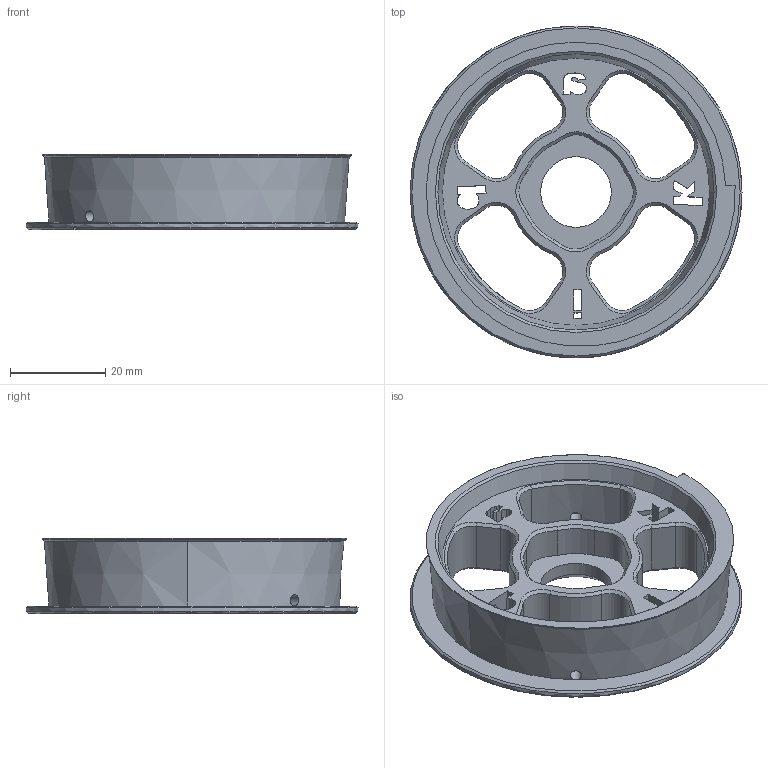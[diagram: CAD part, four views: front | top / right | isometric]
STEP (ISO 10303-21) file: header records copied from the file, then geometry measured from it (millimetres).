
FILE_DESCRIPTION(/* description */ (''),/* implementation_level */ '2;1');
FILE_NAME(/* name */ 'wheel-beta-r1.step',/* time_stamp */ '2023-09-14T13:59:50+02:00',/* author */ (''),/* organization */ (''),/* preprocessor_version */ 'ST-DEVELOPER v20',/* originating_system */ 'Autodesk Translation Framework v12.9.0.99',/* authorisation */ '');
FILE_SCHEMA (('AUTOMOTIVE_DESIGN { 1 0 10303 214 3 1 1 }'));
Length unit declared in the file: millimetre
Products named in the file (1): Wheel b2
Bounding box: 69.6 x 69.6 x 15.8 mm (x, y, z)
Volume: 20389.4 mm3; surface area: 13376.9 mm2
Topology: 1 solids, 1 shells, 201 faces, 515 edges, 316 vertices
Faces by surface type: cone 64, plane 61, bspline 40, cylinder 36
Full cylindrical faces by diameter (mm): 2.4 x2, 14.8 x1, 69.6 x1
Entity records: 7462 total; most frequent: CARTESIAN_POINT 2758, ORIENTED_EDGE 1030, DIRECTION 872, EDGE_CURVE 515, VERTEX_POINT 316, AXIS2_PLACEMENT_3D 299, LINE 274, VECTOR 274
